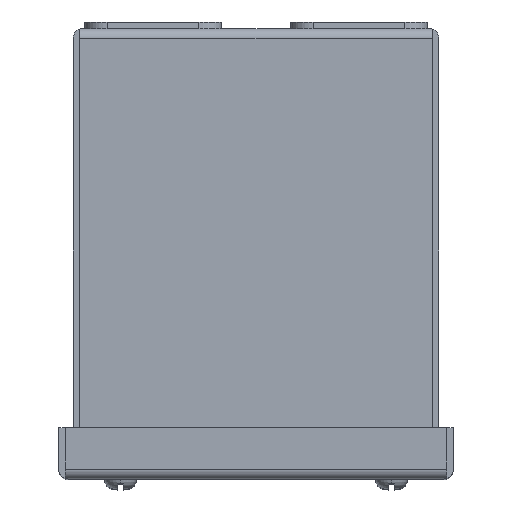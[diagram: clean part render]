
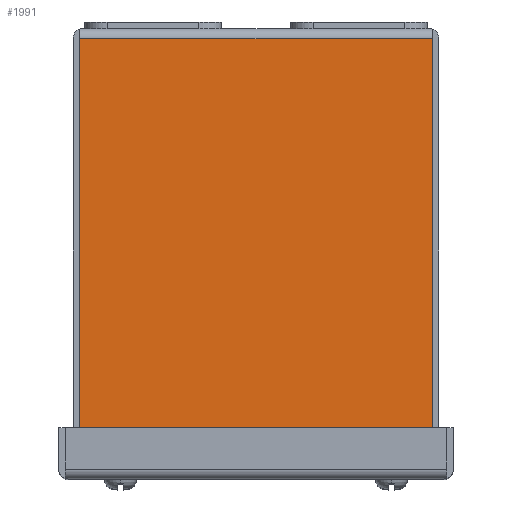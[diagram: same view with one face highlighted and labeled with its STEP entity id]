
A CAD part, top view. The second image highlights one B-rep face of the part: STEP entity #1991.
In plain terms, the highlighted planar face has unit normal (0, 0, 1).
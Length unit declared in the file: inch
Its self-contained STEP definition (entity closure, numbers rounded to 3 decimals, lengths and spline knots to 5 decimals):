
#53 = VERTEX_POINT ( 'NONE', #3482 ) ;
#159 = DIRECTION ( 'NONE',  ( 0., -1., 0. ) ) ;
#790 = CARTESIAN_POINT ( 'NONE',  ( -1.92721, -0.108, 3. ) ) ;
#1168 = VECTOR ( 'NONE', #159, 39.37008 ) ;
#1263 = VECTOR ( 'NONE', #4405, 39.37008 ) ;
#1509 = CARTESIAN_POINT ( 'NONE',  ( 1.92721, -4.642, 3. ) ) ;
#1941 = CARTESIAN_POINT ( 'NONE',  ( 1.92721, 39.37008, 3. ) ) ;
#1949 = ORIENTED_EDGE ( 'NONE', *, *, #6764, .F. ) ;
#1991 = ADVANCED_FACE ( 'NONE', ( #2113 ), #8135, .F. ) ;
#2113 = FACE_OUTER_BOUND ( 'NONE', #10214, .T. ) ;
#2146 = CARTESIAN_POINT ( 'NONE',  ( 13.406, -4.642, 3. ) ) ;
#2503 = CARTESIAN_POINT ( 'NONE',  ( -1.92721, 39.37008, 3. ) ) ;
#3206 = EDGE_CURVE ( 'NONE', #6136, #53, #10015, .T. ) ;
#3482 = CARTESIAN_POINT ( 'NONE',  ( -1.92721, -4.642, 3. ) ) ;
#4405 = DIRECTION ( 'NONE',  ( 1., 0., 0. ) ) ;
#4779 = ORIENTED_EDGE ( 'NONE', *, *, #3206, .T. ) ;
#5299 = EDGE_CURVE ( 'NONE', #6136, #8706, #10329, .T. ) ;
#6136 = VERTEX_POINT ( 'NONE', #790 ) ;
#6544 = AXIS2_PLACEMENT_3D ( 'NONE', #11206, #9719, #15745 ) ;
#6764 = EDGE_CURVE ( 'NONE', #8706, #9717, #7674, .T. ) ;
#7324 = ORIENTED_EDGE ( 'NONE', *, *, #8140, .F. ) ;
#7674 = LINE ( 'NONE', #1941, #1168 ) ;
#8135 = PLANE ( 'NONE',  #6544 ) ;
#8140 = EDGE_CURVE ( 'NONE', #9717, #53, #9653, .T. ) ;
#8169 = DIRECTION ( 'NONE',  ( -1., 0., 0. ) ) ;
#8706 = VERTEX_POINT ( 'NONE', #16917 ) ;
#9653 = LINE ( 'NONE', #2146, #12264 ) ;
#9717 = VERTEX_POINT ( 'NONE', #1509 ) ;
#9719 = DIRECTION ( 'NONE',  ( 0., 0., -1. ) ) ;
#10015 = LINE ( 'NONE', #2503, #13836 ) ;
#10214 = EDGE_LOOP ( 'NONE', ( #7324, #1949, #14571, #4779 ) ) ;
#10329 = LINE ( 'NONE', #16634, #1263 ) ;
#11206 = CARTESIAN_POINT ( 'NONE',  ( 13.406, 0., 3. ) ) ;
#12264 = VECTOR ( 'NONE', #8169, 39.37008 ) ;
#13836 = VECTOR ( 'NONE', #19017, 39.37008 ) ;
#14571 = ORIENTED_EDGE ( 'NONE', *, *, #5299, .F. ) ;
#15745 = DIRECTION ( 'NONE',  ( -1., 0., 0. ) ) ;
#16634 = CARTESIAN_POINT ( 'NONE',  ( -1.892, -0.108, 3. ) ) ;
#16917 = CARTESIAN_POINT ( 'NONE',  ( 1.92721, -0.108, 3. ) ) ;
#19017 = DIRECTION ( 'NONE',  ( 0., -1., 0. ) ) ;
